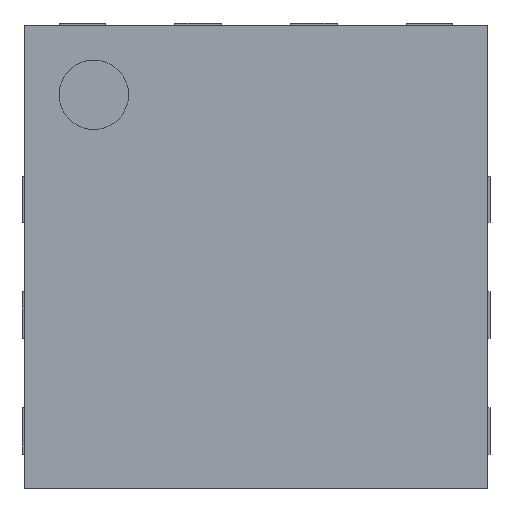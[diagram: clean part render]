
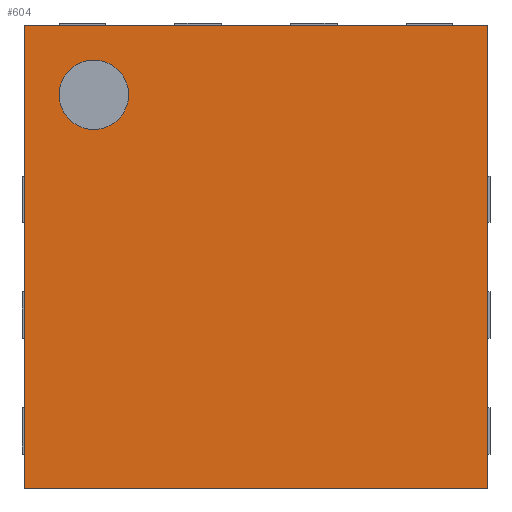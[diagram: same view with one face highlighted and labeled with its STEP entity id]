
A CAD part, top view. The second image highlights one B-rep face of the part: STEP entity #604.
In plain terms, the highlighted planar face has unit normal (0, 0, 1).
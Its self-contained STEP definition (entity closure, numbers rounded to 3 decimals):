
#49 = CARTESIAN_POINT ( 'NONE',  ( -1., 0., 0.65 ) ) ;
#136 = CARTESIAN_POINT ( 'NONE',  ( 1., 0., 0.65 ) ) ;
#137 = VERTEX_POINT ( 'NONE', #667 ) ;
#191 = CARTESIAN_POINT ( 'NONE',  ( 0., 0., 0.65 ) ) ;
#296 = LINE ( 'NONE', #1687, #1719 ) ;
#326 = DIRECTION ( 'NONE',  ( 0., 1., 0. ) ) ;
#400 = DIRECTION ( 'NONE',  ( 0., 0., 1. ) ) ;
#412 = PLANE ( 'NONE',  #619 ) ;
#432 = ORIENTED_EDGE ( 'NONE', *, *, #1294, .T. ) ;
#568 = CARTESIAN_POINT ( 'NONE',  ( 1., 1., 0.65 ) ) ;
#586 = FACE_BOUND ( 'NONE', #1315, .T. ) ;
#604 = ADVANCED_FACE ( 'NONE', ( #586, #1914 ), #412, .T. ) ;
#619 = AXIS2_PLACEMENT_3D ( 'NONE', #191, #400, #1156 ) ;
#623 = VECTOR ( 'NONE', #326, 1000. ) ;
#639 = VERTEX_POINT ( 'NONE', #1730 ) ;
#667 = CARTESIAN_POINT ( 'NONE',  ( -0.55, 0.7, 0.65 ) ) ;
#746 = AXIS2_PLACEMENT_3D ( 'NONE', #1449, #2247, #915 ) ;
#757 = EDGE_CURVE ( 'NONE', #2241, #1493, #1992, .T. ) ;
#767 = CARTESIAN_POINT ( 'NONE',  ( 1., -1., 0.65 ) ) ;
#789 = VECTOR ( 'NONE', #2073, 1000. ) ;
#859 = ORIENTED_EDGE ( 'NONE', *, *, #2070, .T. ) ;
#887 = DIRECTION ( 'NONE',  ( 0., 0., -1. ) ) ;
#915 = DIRECTION ( 'NONE',  ( 1., 0., 0. ) ) ;
#955 = EDGE_LOOP ( 'NONE', ( #2150, #1450, #2110, #859 ) ) ;
#1039 = VERTEX_POINT ( 'NONE', #568 ) ;
#1046 = VERTEX_POINT ( 'NONE', #767 ) ;
#1047 = DIRECTION ( 'NONE',  ( 0., -1., 0. ) ) ;
#1156 = DIRECTION ( 'NONE',  ( 1., 0., 0. ) ) ;
#1177 = ORIENTED_EDGE ( 'NONE', *, *, #2047, .T. ) ;
#1294 = EDGE_CURVE ( 'NONE', #639, #137, #2058, .T. ) ;
#1315 = EDGE_LOOP ( 'NONE', ( #1177, #432 ) ) ;
#1433 = AXIS2_PLACEMENT_3D ( 'NONE', #2436, #887, #1691 ) ;
#1437 = CARTESIAN_POINT ( 'NONE',  ( 0., -1., 0.65 ) ) ;
#1449 = CARTESIAN_POINT ( 'NONE',  ( -0.7, 0.7, 0.65 ) ) ;
#1450 = ORIENTED_EDGE ( 'NONE', *, *, #757, .T. ) ;
#1493 = VERTEX_POINT ( 'NONE', #2200 ) ;
#1635 = VECTOR ( 'NONE', #1047, 1000. ) ;
#1687 = CARTESIAN_POINT ( 'NONE',  ( 0., 1., 0.65 ) ) ;
#1691 = DIRECTION ( 'NONE',  ( 1., 0., 0. ) ) ;
#1719 = VECTOR ( 'NONE', #2465, 1000. ) ;
#1730 = CARTESIAN_POINT ( 'NONE',  ( -0.85, 0.7, 0.65 ) ) ;
#1836 = CIRCLE ( 'NONE', #746, 0.15 ) ;
#1914 = FACE_OUTER_BOUND ( 'NONE', #955, .T. ) ;
#1985 = EDGE_CURVE ( 'NONE', #1039, #2241, #296, .T. ) ;
#1992 = LINE ( 'NONE', #49, #1635 ) ;
#2047 = EDGE_CURVE ( 'NONE', #137, #639, #1836, .T. ) ;
#2050 = LINE ( 'NONE', #136, #623 ) ;
#2058 = CIRCLE ( 'NONE', #1433, 0.15 ) ;
#2070 = EDGE_CURVE ( 'NONE', #1046, #1039, #2050, .T. ) ;
#2073 = DIRECTION ( 'NONE',  ( 1., 0., 0. ) ) ;
#2110 = ORIENTED_EDGE ( 'NONE', *, *, #2500, .T. ) ;
#2150 = ORIENTED_EDGE ( 'NONE', *, *, #1985, .T. ) ;
#2200 = CARTESIAN_POINT ( 'NONE',  ( -1., -1., 0.65 ) ) ;
#2241 = VERTEX_POINT ( 'NONE', #2319 ) ;
#2247 = DIRECTION ( 'NONE',  ( 0., 0., -1. ) ) ;
#2319 = CARTESIAN_POINT ( 'NONE',  ( -1., 1., 0.65 ) ) ;
#2420 = LINE ( 'NONE', #1437, #789 ) ;
#2436 = CARTESIAN_POINT ( 'NONE',  ( -0.7, 0.7, 0.65 ) ) ;
#2465 = DIRECTION ( 'NONE',  ( -1., 0., 0. ) ) ;
#2500 = EDGE_CURVE ( 'NONE', #1493, #1046, #2420, .T. ) ;
